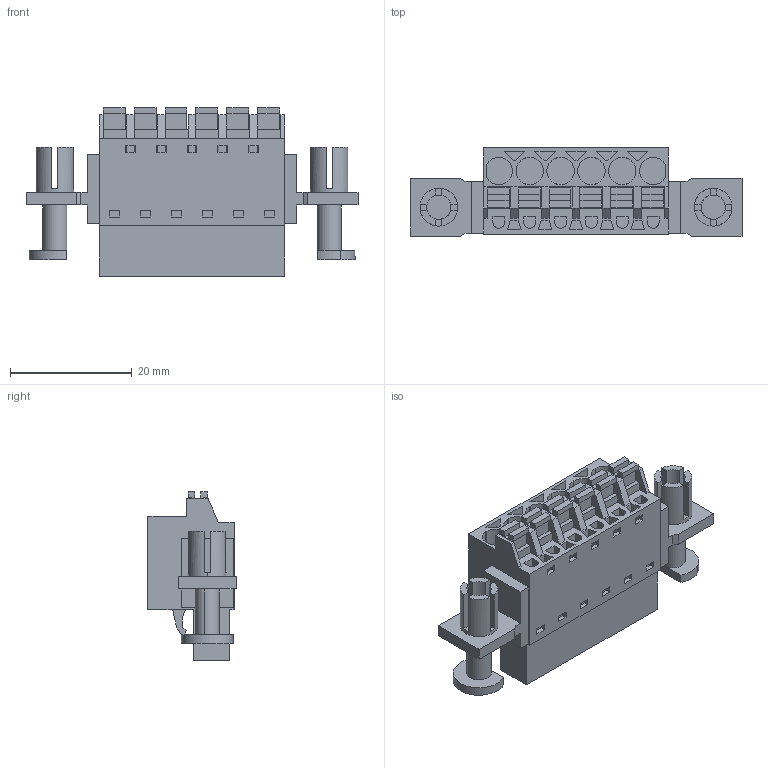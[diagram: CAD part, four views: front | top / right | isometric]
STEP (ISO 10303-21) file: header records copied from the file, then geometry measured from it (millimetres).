
FILE_DESCRIPTION(('CATIA V5R24 STEP','CAx-IF Rec.Pracs.--- Model Styling and Organization---1.2---2011-12-15'),'2;1');
FILE_NAME ('D1451314_0_1353340000_1353340000.stp','2017-05-02T11:43:29+00:00',('none'),('Weidmueller'),'CATIA Version 5-6 Release 2014 SP4 HF52','CATIA V5 STEP AP214','none');
FILE_SCHEMA(('AUTOMOTIVE_DESIGN { 1 0 10303 214 1 1 1 1 }'));
Length unit declared in the file: millimetre
Products named in the file (1): 1353340000
Bounding box: 54.63 x 14.5 x 27.73 mm (x, y, z)
Volume: 8523.8 mm3; surface area: 6808 mm2
Topology: 9 solids, 9 shells, 580 faces, 1649 edges, 1131 vertices
Faces by surface type: plane 520, cylinder 59, extrusion 1
Entity records: 18604 total; most frequent: CARTESIAN_POINT 3488, ORIENTED_EDGE 3298, DIRECTION 2437, EDGE_CURVE 1649, VECTOR 1504, LINE 1503, VERTEX_POINT 1131, EDGE_LOOP 648
